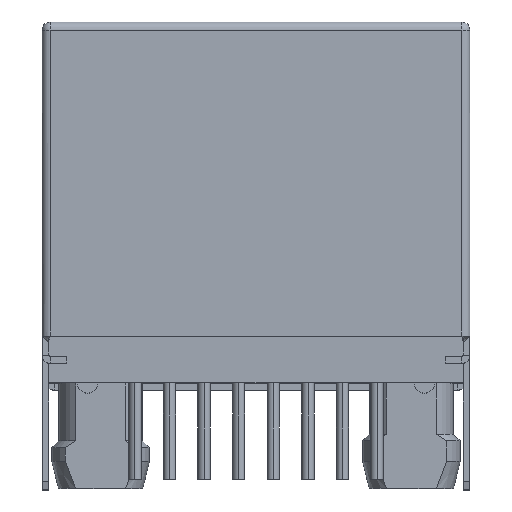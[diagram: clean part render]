
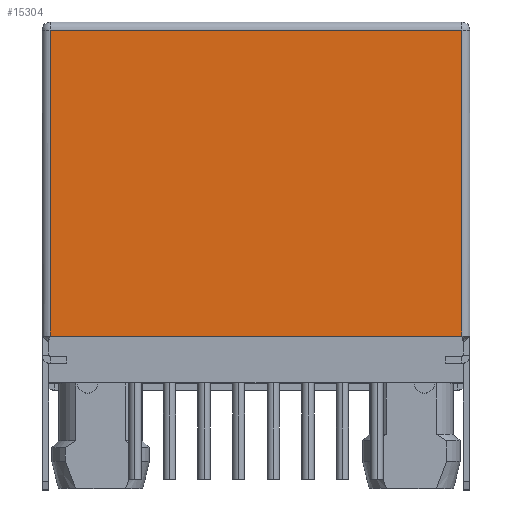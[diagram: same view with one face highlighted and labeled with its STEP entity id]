
A CAD part, top view. The second image highlights one B-rep face of the part: STEP entity #15304.
In plain terms, the highlighted planar face has unit normal (0, 0, 1).
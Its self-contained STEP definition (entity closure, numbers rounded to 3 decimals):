
#3145 = CYLINDRICAL_SURFACE('',#3146,0.3);
#3146 = AXIS2_PLACEMENT_3D('',#3147,#3148,#3149);
#3147 = CARTESIAN_POINT('',(7.57,-10.483,0.19));
#3148 = DIRECTION('',(0.,1.,0.));
#3149 = DIRECTION('',(0.,0.,1.));
#7526 = VERTEX_POINT('',#7527);
#7527 = CARTESIAN_POINT('',(-7.57,-4.79,0.49));
#7540 = PLANE('',#7541);
#7541 = AXIS2_PLACEMENT_3D('',#7542,#7543,#7544);
#7542 = CARTESIAN_POINT('',(0.,-4.79,0.365));
#7543 = DIRECTION('',(0.,1.,0.));
#7544 = DIRECTION('',(-1.,0.,0.));
#7589 = CYLINDRICAL_SURFACE('',#7590,0.3);
#7590 = AXIS2_PLACEMENT_3D('',#7591,#7592,#7593);
#7591 = CARTESIAN_POINT('',(-7.57,6.803,0.19));
#7592 = DIRECTION('',(0.,-1.,0.));
#7593 = DIRECTION('',(0.,0.,1.));
#7603 = EDGE_CURVE('',#7604,#7526,#7606,.T.);
#7604 = VERTEX_POINT('',#7605);
#7605 = CARTESIAN_POINT('',(-7.57,6.46,0.49));
#7606 = SURFACE_CURVE('',#7607,(#7611,#7617),.PCURVE_S1.);
#7607 = LINE('',#7608,#7609);
#7608 = CARTESIAN_POINT('',(-7.57,6.46,0.49));
#7609 = VECTOR('',#7610,1.);
#7610 = DIRECTION('',(0.,-1.,0.));
#7611 = PCURVE('',#7589,#7612);
#7612 = DEFINITIONAL_REPRESENTATION('',(#7613),#7616);
#7613 = B_SPLINE_CURVE_WITH_KNOTS('',1,(#7614,#7615),.UNSPECIFIED.,.F.,
  .F.,(2,2),(0.,11.25),.PIECEWISE_BEZIER_KNOTS.);
#7614 = CARTESIAN_POINT('',(0.,0.343));
#7615 = CARTESIAN_POINT('',(0.,11.593));
#7616 = ( GEOMETRIC_REPRESENTATION_CONTEXT(2) 
PARAMETRIC_REPRESENTATION_CONTEXT() REPRESENTATION_CONTEXT('2D SPACE',''
  ) );
#7617 = PCURVE('',#7618,#7623);
#7618 = PLANE('',#7619);
#7619 = AXIS2_PLACEMENT_3D('',#7620,#7621,#7622);
#7620 = CARTESIAN_POINT('',(0.,-10.44,0.49));
#7621 = DIRECTION('',(0.,0.,-1.));
#7622 = DIRECTION('',(-1.,0.,0.));
#7623 = DEFINITIONAL_REPRESENTATION('',(#7624),#7628);
#7624 = LINE('',#7625,#7626);
#7625 = CARTESIAN_POINT('',(7.57,16.9));
#7626 = VECTOR('',#7627,1.);
#7627 = DIRECTION('',(0.,-1.));
#7628 = ( GEOMETRIC_REPRESENTATION_CONTEXT(2) 
PARAMETRIC_REPRESENTATION_CONTEXT() REPRESENTATION_CONTEXT('2D SPACE',''
  ) );
#14600 = VERTEX_POINT('',#14601);
#14601 = CARTESIAN_POINT('',(7.57,6.46,0.49));
#14638 = CYLINDRICAL_SURFACE('',#14639,0.3);
#14639 = AXIS2_PLACEMENT_3D('',#14640,#14641,#14642);
#14640 = CARTESIAN_POINT('',(7.886,6.46,0.19));
#14641 = DIRECTION('',(-1.,0.,0.));
#14642 = DIRECTION('',(0.,0.,1.));
#14724 = EDGE_CURVE('',#14725,#14600,#14727,.T.);
#14725 = VERTEX_POINT('',#14726);
#14726 = CARTESIAN_POINT('',(7.57,-4.79,0.49));
#14727 = SURFACE_CURVE('',#14728,(#14732,#14738),.PCURVE_S1.);
#14728 = LINE('',#14729,#14730);
#14729 = CARTESIAN_POINT('',(7.57,-4.79,0.49));
#14730 = VECTOR('',#14731,1.);
#14731 = DIRECTION('',(0.,1.,0.));
#14732 = PCURVE('',#3145,#14733);
#14733 = DEFINITIONAL_REPRESENTATION('',(#14734),#14737);
#14734 = B_SPLINE_CURVE_WITH_KNOTS('',1,(#14735,#14736),.UNSPECIFIED.,
  .F.,.F.,(2,2),(0.,11.25),.PIECEWISE_BEZIER_KNOTS.);
#14735 = CARTESIAN_POINT('',(0.,5.693));
#14736 = CARTESIAN_POINT('',(0.,16.943));
#14737 = ( GEOMETRIC_REPRESENTATION_CONTEXT(2) 
PARAMETRIC_REPRESENTATION_CONTEXT() REPRESENTATION_CONTEXT('2D SPACE',''
  ) );
#14738 = PCURVE('',#7618,#14739);
#14739 = DEFINITIONAL_REPRESENTATION('',(#14740),#14744);
#14740 = LINE('',#14741,#14742);
#14741 = CARTESIAN_POINT('',(-7.57,5.65));
#14742 = VECTOR('',#14743,1.);
#14743 = DIRECTION('',(0.,1.));
#14744 = ( GEOMETRIC_REPRESENTATION_CONTEXT(2) 
PARAMETRIC_REPRESENTATION_CONTEXT() REPRESENTATION_CONTEXT('2D SPACE',''
  ) );
#15281 = EDGE_CURVE('',#14725,#7526,#15282,.T.);
#15282 = SURFACE_CURVE('',#15283,(#15287,#15294),.PCURVE_S1.);
#15283 = LINE('',#15284,#15285);
#15284 = CARTESIAN_POINT('',(7.57,-4.79,0.49));
#15285 = VECTOR('',#15286,1.);
#15286 = DIRECTION('',(-1.,0.,0.));
#15287 = PCURVE('',#7540,#15288);
#15288 = DEFINITIONAL_REPRESENTATION('',(#15289),#15293);
#15289 = LINE('',#15290,#15291);
#15290 = CARTESIAN_POINT('',(-7.57,0.125));
#15291 = VECTOR('',#15292,1.);
#15292 = DIRECTION('',(1.,0.));
#15293 = ( GEOMETRIC_REPRESENTATION_CONTEXT(2) 
PARAMETRIC_REPRESENTATION_CONTEXT() REPRESENTATION_CONTEXT('2D SPACE',''
  ) );
#15294 = PCURVE('',#7618,#15295);
#15295 = DEFINITIONAL_REPRESENTATION('',(#15296),#15300);
#15296 = LINE('',#15297,#15298);
#15297 = CARTESIAN_POINT('',(-7.57,5.65));
#15298 = VECTOR('',#15299,1.);
#15299 = DIRECTION('',(1.,0.));
#15300 = ( GEOMETRIC_REPRESENTATION_CONTEXT(2) 
PARAMETRIC_REPRESENTATION_CONTEXT() REPRESENTATION_CONTEXT('2D SPACE',''
  ) );
#15304 = ADVANCED_FACE('',(#15305),#7618,.F.);
#15305 = FACE_BOUND('',#15306,.F.);
#15306 = EDGE_LOOP('',(#15307,#15308,#15328,#15329));
#15307 = ORIENTED_EDGE('',*,*,#7603,.F.);
#15308 = ORIENTED_EDGE('',*,*,#15309,.F.);
#15309 = EDGE_CURVE('',#14600,#7604,#15310,.T.);
#15310 = SURFACE_CURVE('',#15311,(#15315,#15322),.PCURVE_S1.);
#15311 = LINE('',#15312,#15313);
#15312 = CARTESIAN_POINT('',(7.57,6.46,0.49));
#15313 = VECTOR('',#15314,1.);
#15314 = DIRECTION('',(-1.,0.,0.));
#15315 = PCURVE('',#7618,#15316);
#15316 = DEFINITIONAL_REPRESENTATION('',(#15317),#15321);
#15317 = LINE('',#15318,#15319);
#15318 = CARTESIAN_POINT('',(-7.57,16.9));
#15319 = VECTOR('',#15320,1.);
#15320 = DIRECTION('',(1.,0.));
#15321 = ( GEOMETRIC_REPRESENTATION_CONTEXT(2) 
PARAMETRIC_REPRESENTATION_CONTEXT() REPRESENTATION_CONTEXT('2D SPACE',''
  ) );
#15322 = PCURVE('',#14638,#15323);
#15323 = DEFINITIONAL_REPRESENTATION('',(#15324),#15327);
#15324 = B_SPLINE_CURVE_WITH_KNOTS('',1,(#15325,#15326),.UNSPECIFIED.,
  .F.,.F.,(2,2),(0.,15.14),.PIECEWISE_BEZIER_KNOTS.);
#15325 = CARTESIAN_POINT('',(0.,0.316));
#15326 = CARTESIAN_POINT('',(0.,15.456));
#15327 = ( GEOMETRIC_REPRESENTATION_CONTEXT(2) 
PARAMETRIC_REPRESENTATION_CONTEXT() REPRESENTATION_CONTEXT('2D SPACE',''
  ) );
#15328 = ORIENTED_EDGE('',*,*,#14724,.F.);
#15329 = ORIENTED_EDGE('',*,*,#15281,.T.);
